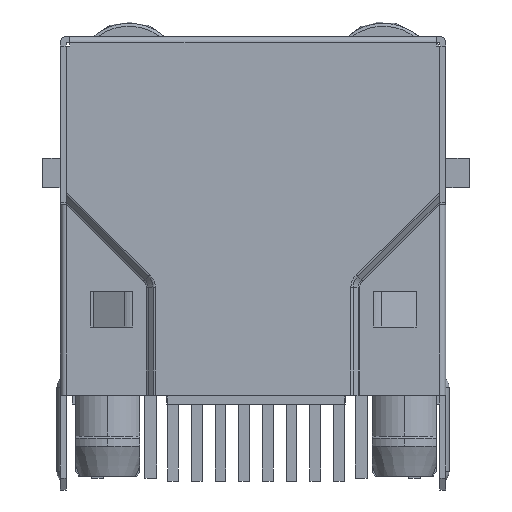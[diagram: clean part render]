
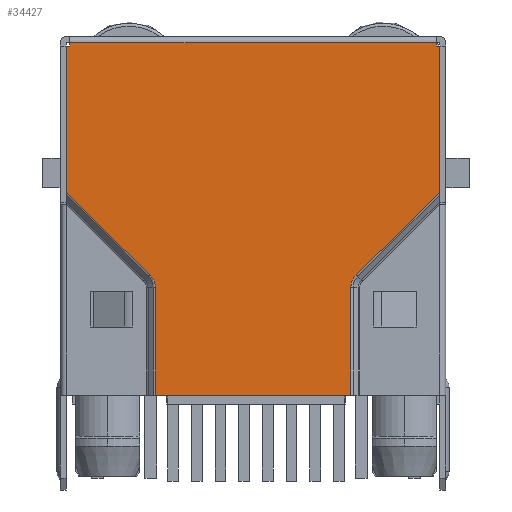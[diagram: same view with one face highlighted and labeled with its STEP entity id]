
A CAD part, front view. The second image highlights one B-rep face of the part: STEP entity #34427.
In plain terms, the highlighted planar face has unit normal (0, -1, 0).
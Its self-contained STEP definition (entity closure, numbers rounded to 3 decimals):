
#21290 = VERTEX_POINT('',#21291);
#21291 = CARTESIAN_POINT('',(-11.534,-6.074,15.343));
#21297 = EDGE_CURVE('',#21298,#21290,#21300,.T.);
#21298 = VERTEX_POINT('',#21299);
#21299 = CARTESIAN_POINT('',(-11.534,-6.074,15.497)
  );
#21300 = LINE('',#21301,#21302);
#21301 = CARTESIAN_POINT('',(-11.534,-6.074,15.42));
#21302 = VECTOR('',#21303,1.);
#21303 = DIRECTION('',(0.,0.,-1.));
#21453 = VERTEX_POINT('',#21454);
#21454 = CARTESIAN_POINT('',(4.159,-6.074,15.497));
#21461 = EDGE_CURVE('',#21462,#21453,#21464,.T.);
#21462 = VERTEX_POINT('',#21463);
#21463 = CARTESIAN_POINT('',(4.159,-6.074,15.343));
#21464 = LINE('',#21465,#21466);
#21465 = CARTESIAN_POINT('',(4.159,-6.074,15.42));
#21466 = VECTOR('',#21467,1.);
#21467 = DIRECTION('',(0.,0.,1.));
#29245 = VERTEX_POINT('',#29246);
#29246 = CARTESIAN_POINT('',(-7.878,-6.074,0.384));
#29389 = VERTEX_POINT('',#29390);
#29390 = CARTESIAN_POINT('',(0.504,-6.074,0.384));
#29397 = EDGE_CURVE('',#29245,#29389,#29398,.T.);
#29398 = LINE('',#29399,#29400);
#29399 = CARTESIAN_POINT('',(-3.687,-6.074,0.384));
#29400 = VECTOR('',#29401,1.);
#29401 = DIRECTION('',(1.,0.,0.));
#29524 = VERTEX_POINT('',#29525);
#29525 = CARTESIAN_POINT('',(-11.663,-6.074,15.343));
#29592 = VERTEX_POINT('',#29593);
#29593 = CARTESIAN_POINT('',(-11.663,-6.074,9.071)
  );
#29600 = EDGE_CURVE('',#29524,#29592,#29601,.T.);
#29601 = LINE('',#29602,#29603);
#29602 = CARTESIAN_POINT('',(-11.663,-6.074,11.718));
#29603 = VECTOR('',#29604,1.);
#29604 = DIRECTION('',(0.,0.,-1.));
#29615 = EDGE_CURVE('',#21290,#29524,#29616,.T.);
#29616 = LINE('',#29617,#29618);
#29617 = CARTESIAN_POINT('',(-11.599,-6.074,15.343));
#29618 = VECTOR('',#29619,1.);
#29619 = DIRECTION('',(-1.,0.,0.));
#29632 = EDGE_CURVE('',#29633,#21462,#29635,.T.);
#29633 = VERTEX_POINT('',#29634);
#29634 = CARTESIAN_POINT('',(4.288,-6.074,15.343));
#29635 = LINE('',#29636,#29637);
#29636 = CARTESIAN_POINT('',(4.224,-6.074,15.343));
#29637 = VECTOR('',#29638,1.);
#29638 = DIRECTION('',(-1.,0.,0.));
#29656 = VERTEX_POINT('',#29657);
#29657 = CARTESIAN_POINT('',(4.288,-6.074,9.071));
#29732 = EDGE_CURVE('',#29656,#29633,#29733,.T.);
#29733 = LINE('',#29734,#29735);
#29734 = CARTESIAN_POINT('',(4.288,-6.074,11.718));
#29735 = VECTOR('',#29736,1.);
#29736 = DIRECTION('',(0.,0.,1.));
#32764 = EDGE_CURVE('',#21453,#21298,#32765,.T.);
#32765 = LINE('',#32766,#32767);
#32766 = CARTESIAN_POINT('',(-3.687,-6.074,15.497));
#32767 = VECTOR('',#32768,1.);
#32768 = DIRECTION('',(-1.,0.,0.));
#34427 = ADVANCED_FACE('',(#34428),#34484,.T.);
#34428 = FACE_BOUND('',#34429,.T.);
#34429 = EDGE_LOOP('',(#34430,#34431,#34432,#34433,#34434,#34435,#34436,
    #34444,#34453,#34459,#34460,#34468,#34477,#34483));
#34430 = ORIENTED_EDGE('',*,*,#29632,.T.);
#34431 = ORIENTED_EDGE('',*,*,#21461,.T.);
#34432 = ORIENTED_EDGE('',*,*,#32764,.T.);
#34433 = ORIENTED_EDGE('',*,*,#21297,.T.);
#34434 = ORIENTED_EDGE('',*,*,#29615,.T.);
#34435 = ORIENTED_EDGE('',*,*,#29600,.T.);
#34436 = ORIENTED_EDGE('',*,*,#34437,.T.);
#34437 = EDGE_CURVE('',#29592,#34438,#34440,.T.);
#34438 = VERTEX_POINT('',#34439);
#34439 = CARTESIAN_POINT('',(-8.104,-6.074,
    5.542));
#34440 = LINE('',#34441,#34442);
#34441 = CARTESIAN_POINT('',(-11.663,-6.074,9.071));
#34442 = VECTOR('',#34443,1.);
#34443 = DIRECTION('',(0.71,0.,-0.704));
#34444 = ORIENTED_EDGE('',*,*,#34445,.T.);
#34445 = EDGE_CURVE('',#34438,#34446,#34448,.T.);
#34446 = VERTEX_POINT('',#34447);
#34447 = CARTESIAN_POINT('',(-7.878,-6.074,
    5.001));
#34448 = B_SPLINE_CURVE_WITH_KNOTS('',3,(#34449,#34450,#34451,#34452),
  .UNSPECIFIED.,.F.,.F.,(4,4),(0.,1.),.PIECEWISE_BEZIER_KNOTS.);
#34449 = CARTESIAN_POINT('',(-8.104,-6.074,
    5.542));
#34450 = CARTESIAN_POINT('',(-7.959,-6.074,5.398)
  );
#34451 = CARTESIAN_POINT('',(-7.879,-6.074,5.208)
  );
#34452 = CARTESIAN_POINT('',(-7.878,-6.074,
    5.001));
#34453 = ORIENTED_EDGE('',*,*,#34454,.T.);
#34454 = EDGE_CURVE('',#34446,#29245,#34455,.T.);
#34455 = LINE('',#34456,#34457);
#34456 = CARTESIAN_POINT('',(-7.878,-6.074,7.941));
#34457 = VECTOR('',#34458,1.);
#34458 = DIRECTION('',(0.,0.,-1.));
#34459 = ORIENTED_EDGE('',*,*,#29397,.T.);
#34460 = ORIENTED_EDGE('',*,*,#34461,.T.);
#34461 = EDGE_CURVE('',#29389,#34462,#34464,.T.);
#34462 = VERTEX_POINT('',#34463);
#34463 = CARTESIAN_POINT('',(0.504,-6.074,
    5.001));
#34464 = LINE('',#34465,#34466);
#34465 = CARTESIAN_POINT('',(0.504,-6.074,7.941));
#34466 = VECTOR('',#34467,1.);
#34467 = DIRECTION('',(0.,0.,1.));
#34468 = ORIENTED_EDGE('',*,*,#34469,.T.);
#34469 = EDGE_CURVE('',#34462,#34470,#34472,.T.);
#34470 = VERTEX_POINT('',#34471);
#34471 = CARTESIAN_POINT('',(0.729,-6.074,
    5.542));
#34472 = B_SPLINE_CURVE_WITH_KNOTS('',3,(#34473,#34474,#34475,#34476),
  .UNSPECIFIED.,.F.,.F.,(4,4),(0.,1.),.PIECEWISE_BEZIER_KNOTS.);
#34473 = CARTESIAN_POINT('',(0.504,-6.074,
    5.001));
#34474 = CARTESIAN_POINT('',(0.505,-6.074,5.205));
#34475 = CARTESIAN_POINT('',(0.583,-6.074,5.396)
  );
#34476 = CARTESIAN_POINT('',(0.729,-6.074,
    5.542));
#34477 = ORIENTED_EDGE('',*,*,#34478,.T.);
#34478 = EDGE_CURVE('',#34470,#29656,#34479,.T.);
#34479 = LINE('',#34480,#34481);
#34480 = CARTESIAN_POINT('',(0.729,-6.074,5.542)
  );
#34481 = VECTOR('',#34482,1.);
#34482 = DIRECTION('',(0.71,0.,0.704));
#34483 = ORIENTED_EDGE('',*,*,#29732,.T.);
#34484 = PLANE('',#34485);
#34485 = AXIS2_PLACEMENT_3D('',#34486,#34487,#34488);
#34486 = CARTESIAN_POINT('',(4.288,-6.074,0.384));
#34487 = DIRECTION('',(0.,-1.,0.));
#34488 = DIRECTION('',(0.,0.,1.));
